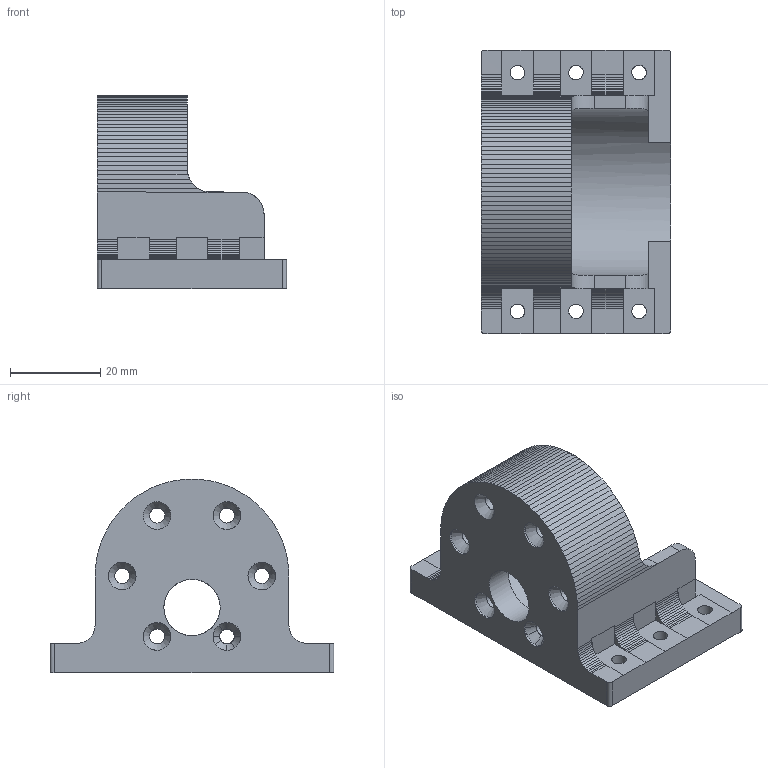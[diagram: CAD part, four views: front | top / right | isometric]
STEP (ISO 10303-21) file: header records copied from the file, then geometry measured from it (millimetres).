
FILE_DESCRIPTION(/* description */ (''),/* implementation_level */ '2;1');
FILE_NAME(/* name */ 'MotorHolder',/* time_stamp */ '2024-11-07T15:58:58+03:00',/* author */ (''),/* organization */ (''),/* preprocessor_version */ 'ST-DEVELOPER v16.5',/* originating_system */ 'Rhino 7.23',/* authorisation */ '');
FILE_SCHEMA (('CONFIG_CONTROL_DESIGN'));
Length unit declared in the file: millimetre
Products named in the file (1): Document
Bounding box: 42 x 63 x 43 mm (x, y, z)
Volume: 29590.1 mm3; surface area: 13495.6 mm2
Topology: 1 solids, 1 shells, 248 faces, 720 edges, 475 vertices
Faces by surface type: plane 185, bspline 33, cylinder 30
Full cylindrical faces by diameter (mm): 3.2 x1, 3.25 x6, 3.333 x5, 6.15 x4, 12.5 x1, 37.1 x1
Entity records: 7731 total; most frequent: CARTESIAN_POINT 3044, ORIENTED_EDGE 1440, EDGE_CURVE 720, B_SPLINE_CURVE_WITH_KNOTS 590, VERTEX_POINT 475, EDGE_LOOP 275, ADVANCED_FACE 248, FACE_OUTER_BOUND 248
